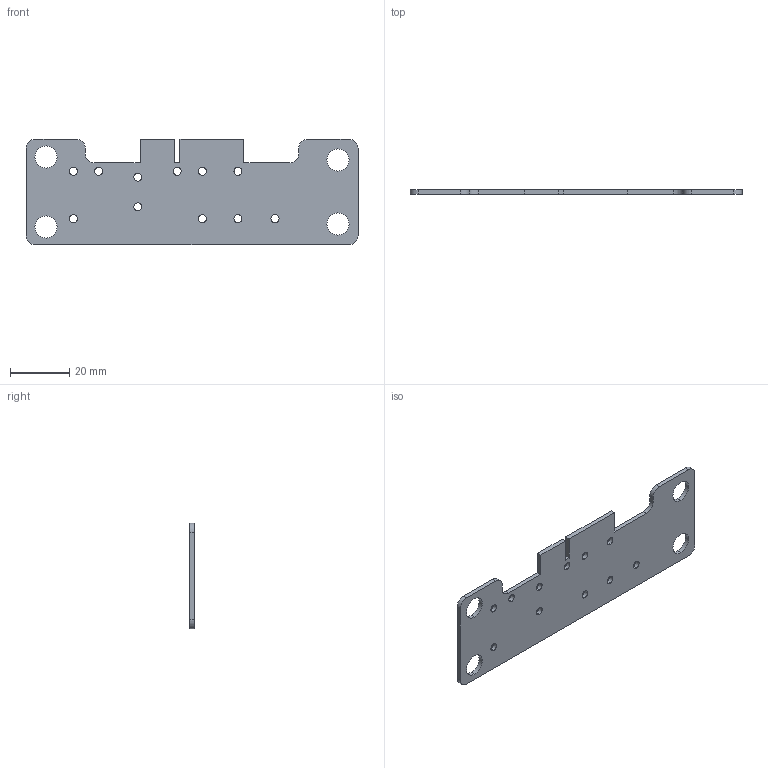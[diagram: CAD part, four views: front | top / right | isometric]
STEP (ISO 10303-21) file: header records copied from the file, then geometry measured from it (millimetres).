
FILE_DESCRIPTION (( 'STEP AP203' ), '1' );
FILE_NAME ('231107-PCB.STEP', '2024-01-03T15:27:35', ( '' ), ( '' ), 'SwSTEP 2.0', 'SolidWorks 2023', '' );
FILE_SCHEMA (( 'CONFIG_CONTROL_DESIGN' ));
Length unit declared in the file: millimetre
Products named in the file (1): 231107-PCB
Bounding box: 112 x 1.5 x 35.6 mm (x, y, z)
Volume: 5144.1 mm3; surface area: 7639.4 mm2
Topology: 1 solids, 1 shells, 56 faces, 162 edges, 108 vertices
Faces by surface type: cylinder 38, plane 18
Entity records: 2019 total; most frequent: DIRECTION 352, CARTESIAN_POINT 327, ORIENTED_EDGE 324, EDGE_CURVE 162, AXIS2_PLACEMENT_3D 133, VERTEX_POINT 108, EDGE_LOOP 86, LINE 86
